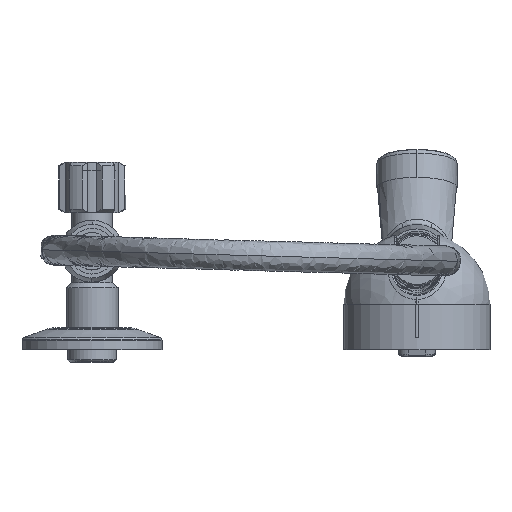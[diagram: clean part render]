
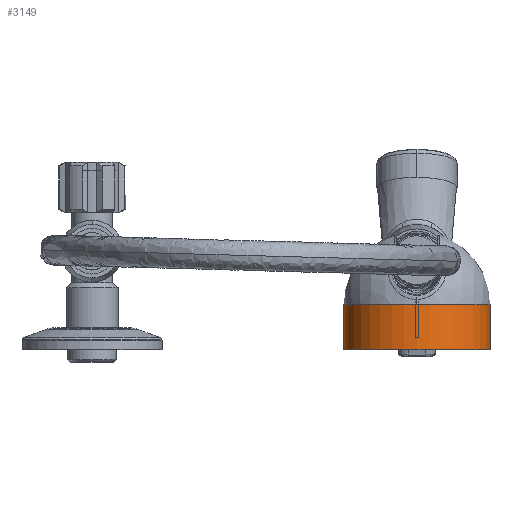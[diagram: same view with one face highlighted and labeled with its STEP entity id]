
A CAD part, front view. The second image highlights one B-rep face of the part: STEP entity #3149.
In plain terms, the highlighted cylindrical face has radius 29.25 mm (diameter 58.5 mm), a partial arc.
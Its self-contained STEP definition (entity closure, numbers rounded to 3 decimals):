
#1125 = CARTESIAN_POINT ( 'NONE',  ( 0., 18., 29.25 ) ) ;
#1413 = DIRECTION ( 'NONE',  ( 0., 0., 1. ) ) ;
#1974 = CARTESIAN_POINT ( 'NONE',  ( 29.25, 18., 0. ) ) ;
#2422 = CARTESIAN_POINT ( 'NONE',  ( 0., 18., 0. ) ) ;
#2665 = ORIENTED_EDGE ( 'NONE', *, *, #3816, .F. ) ;
#3149 = ADVANCED_FACE ( 'NONE', ( #17464 ), #9419, .T. ) ;
#3602 = CARTESIAN_POINT ( 'NONE',  ( 0., 18., -29.25 ) ) ;
#3816 = EDGE_CURVE ( 'NONE', #16118, #14513, #8384, .T. ) ;
#4058 = ORIENTED_EDGE ( 'NONE', *, *, #5629, .F. ) ;
#4492 = AXIS2_PLACEMENT_3D ( 'NONE', #13675, #19902, #1413 ) ;
#5011 = DIRECTION ( 'NONE',  ( 0., 1., 0. ) ) ;
#5046 = DIRECTION ( 'NONE',  ( 0., 1., 0. ) ) ;
#5235 = CARTESIAN_POINT ( 'NONE',  ( 0., 0., 29.25 ) ) ;
#5629 = EDGE_CURVE ( 'NONE', #8426, #19083, #11892, .T. ) ;
#6487 = LINE ( 'NONE', #17405, #10106 ) ;
#6551 = VERTEX_POINT ( 'NONE', #18082 ) ;
#6663 = EDGE_LOOP ( 'NONE', ( #13608, #11910, #2665, #9481, #4058 ) ) ;
#6747 = CIRCLE ( 'NONE', #10353, 29.25 ) ;
#7069 = AXIS2_PLACEMENT_3D ( 'NONE', #19352, #8827, #18201 ) ;
#8384 = CIRCLE ( 'NONE', #7069, 29.25 ) ;
#8426 = VERTEX_POINT ( 'NONE', #9847 ) ;
#8827 = DIRECTION ( 'NONE',  ( 0., 1., 0. ) ) ;
#9419 = CYLINDRICAL_SURFACE ( 'NONE', #12288, 29.25 ) ;
#9481 = ORIENTED_EDGE ( 'NONE', *, *, #18286, .F. ) ;
#9847 = CARTESIAN_POINT ( 'NONE',  ( 0., 0., 29.25 ) ) ;
#10106 = VECTOR ( 'NONE', #5046, 1000. ) ;
#10353 = AXIS2_PLACEMENT_3D ( 'NONE', #2422, #13361, #13048 ) ;
#11501 = EDGE_CURVE ( 'NONE', #6551, #14513, #6487, .T. ) ;
#11892 = LINE ( 'NONE', #5235, #12815 ) ;
#11910 = ORIENTED_EDGE ( 'NONE', *, *, #11501, .T. ) ;
#12288 = AXIS2_PLACEMENT_3D ( 'NONE', #19104, #5011, #15835 ) ;
#12444 = EDGE_CURVE ( 'NONE', #8426, #6551, #17865, .T. ) ;
#12815 = VECTOR ( 'NONE', #15038, 1000. ) ;
#13048 = DIRECTION ( 'NONE',  ( 0., 0., 1. ) ) ;
#13361 = DIRECTION ( 'NONE',  ( 0., 1., 0. ) ) ;
#13608 = ORIENTED_EDGE ( 'NONE', *, *, #12444, .T. ) ;
#13675 = CARTESIAN_POINT ( 'NONE',  ( 0., 0., 0. ) ) ;
#14513 = VERTEX_POINT ( 'NONE', #3602 ) ;
#15038 = DIRECTION ( 'NONE',  ( 0., 1., 0. ) ) ;
#15835 = DIRECTION ( 'NONE',  ( 0., 0., 1. ) ) ;
#16118 = VERTEX_POINT ( 'NONE', #1974 ) ;
#17405 = CARTESIAN_POINT ( 'NONE',  ( 0., 0., -29.25 ) ) ;
#17464 = FACE_OUTER_BOUND ( 'NONE', #6663, .T. ) ;
#17865 = CIRCLE ( 'NONE', #4492, 29.25 ) ;
#18082 = CARTESIAN_POINT ( 'NONE',  ( 0., 0., -29.25 ) ) ;
#18201 = DIRECTION ( 'NONE',  ( 0., 0., 1. ) ) ;
#18286 = EDGE_CURVE ( 'NONE', #19083, #16118, #6747, .T. ) ;
#19083 = VERTEX_POINT ( 'NONE', #1125 ) ;
#19104 = CARTESIAN_POINT ( 'NONE',  ( 0., 0., 0. ) ) ;
#19352 = CARTESIAN_POINT ( 'NONE',  ( 0., 18., 0. ) ) ;
#19902 = DIRECTION ( 'NONE',  ( 0., 1., 0. ) ) ;
